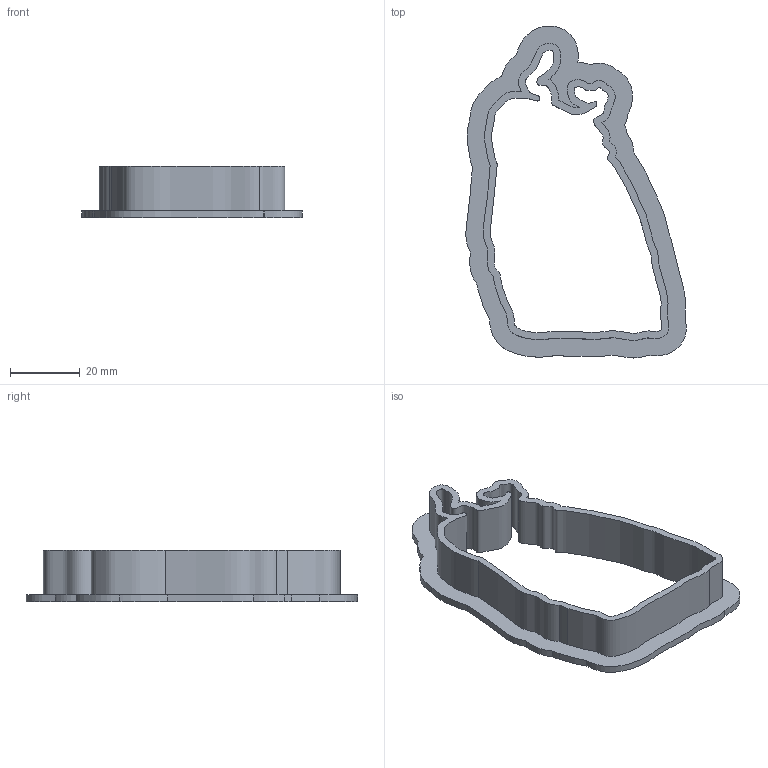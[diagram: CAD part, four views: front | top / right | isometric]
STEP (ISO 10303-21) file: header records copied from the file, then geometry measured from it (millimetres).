
FILE_DESCRIPTION(/* description */ ('STEP AP242','CAx-IF Rec.Pracs.---Representation and Presentation of Product Manufacturing Information (PMI)---4.0---2014-10-13','CAx-IF Rec.Pracs.---3D Tessellated Geometry---0.4---2014-09-14','2;1'),/* implementation_level */ '2;1');
FILE_NAME(/* name */ '68488cb453a24e243216f2e6',/* time_stamp */ '2025-06-10T19:51:18Z',/* author */ (''),/* organization */ (''),/* preprocessor_version */ 'ST-DEVELOPER v20',/* originating_system */ 'ONSHAPE BY PTC INC, 1.199',/* authorisation */ ' ');
FILE_SCHEMA (('AP242_MANAGED_MODEL_BASED_3D_ENGINEERING_MIM_LF { 1 0 10303 442 1 1 4 }'));
Length unit declared in the file: metre
Products named in the file (1): Part 1
Bounding box: 63.18 x 95.09 x 14.7 mm (x, y, z)
Volume: 6211.6 mm3; surface area: 11464.1 mm2
Topology: 1 solids, 1 shells, 39 faces, 108 edges, 72 vertices
Faces by surface type: bspline 33, plane 3, cylinder 3
Entity records: 5225 total; most frequent: CARTESIAN_POINT 4426, ORIENTED_EDGE 214, EDGE_CURVE 107, VERTEX_POINT 72, B_SPLINE_CURVE_WITH_KNOTS 66, DIRECTION 61, EDGE_LOOP 43, FACE_BOUND 43
